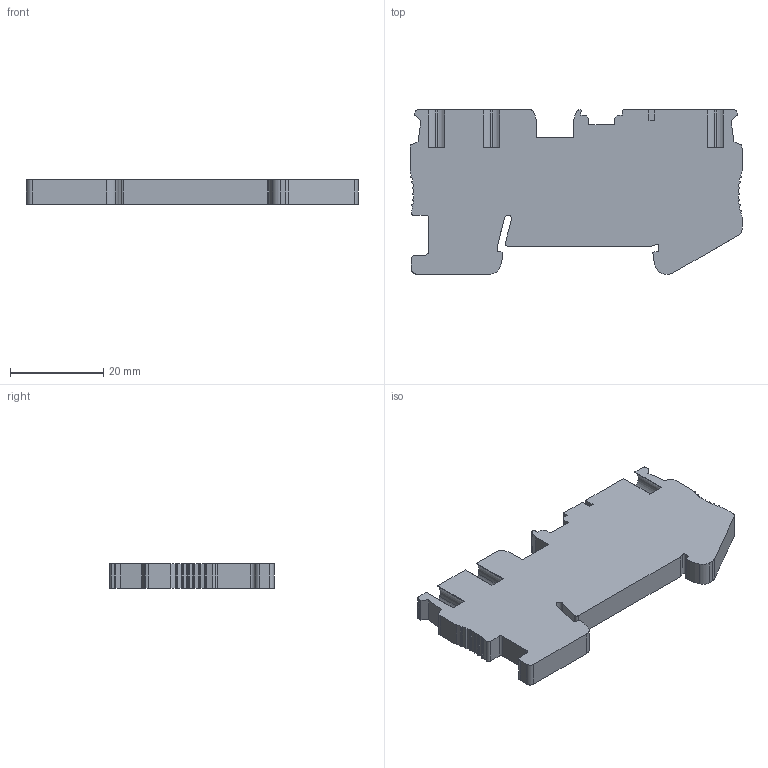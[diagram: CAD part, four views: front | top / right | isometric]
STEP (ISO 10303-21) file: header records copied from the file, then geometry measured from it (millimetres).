
FILE_DESCRIPTION((''),'2;1');
FILE_NAME('3','2023-11-01T',('Administrator'),(''),'PRO/ENGINEER BY PARAMETRIC TECHNOLOGY CORPORATION, 2013230','PRO/ENGINEER BY PARAMETRIC TECHNOLOGY CORPORATION, 2013230','');
FILE_SCHEMA(('CONFIG_CONTROL_DESIGN'));
Length unit declared in the file: millimetre
Products named in the file (1): 3
Bounding box: 71.2 x 35.2 x 5.2 mm (x, y, z)
Volume: 9706.2 mm3; surface area: 6460.7 mm2
Topology: 1 solids, 1 shells, 221 faces, 642 edges, 428 vertices
Faces by surface type: plane 149, cylinder 72
Entity records: 7334 total; most frequent: CARTESIAN_POINT 1317, ORIENTED_EDGE 1284, DIRECTION 1222, EDGE_CURVE 642, VECTOR 496, LINE 496, VERTEX_POINT 428, AXIS2_PLACEMENT_3D 363
